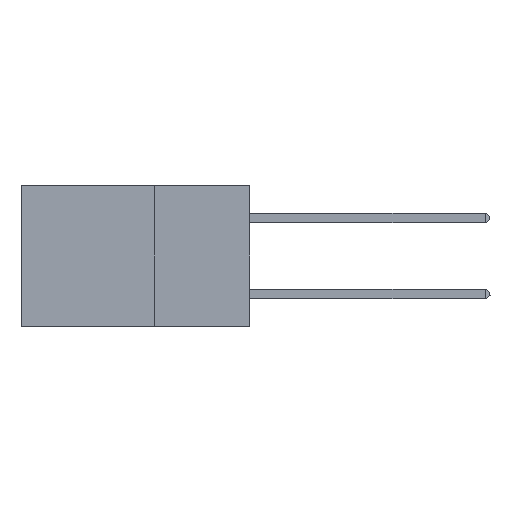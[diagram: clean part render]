
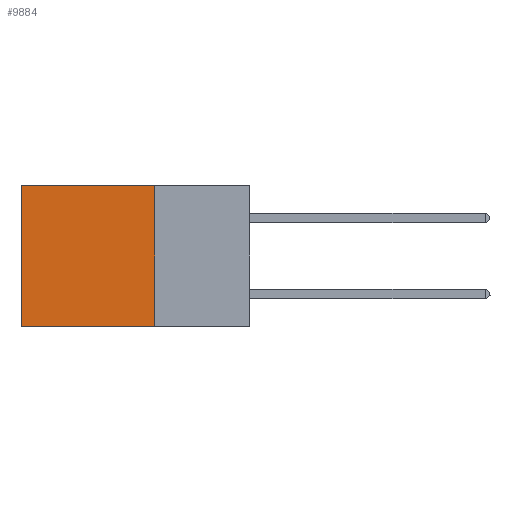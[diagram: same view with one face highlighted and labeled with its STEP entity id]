
A CAD part, left-side view. The second image highlights one B-rep face of the part: STEP entity #9884.
In plain terms, the highlighted planar face has unit normal (-1, 0, 0).
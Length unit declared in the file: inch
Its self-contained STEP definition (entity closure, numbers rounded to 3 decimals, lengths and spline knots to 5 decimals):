
#1640 = VERTEX_POINT ( 'NONE', #11749 ) ;
#2405 = EDGE_LOOP ( 'NONE', ( #41026, #3567, #10967, #28031 ) ) ;
#3567 = ORIENTED_EDGE ( 'NONE', *, *, #32580, .F. ) ;
#3740 = CARTESIAN_POINT ( 'NONE',  ( 0.2875, 0.25, 0. ) ) ;
#3758 = EDGE_CURVE ( 'NONE', #8128, #27612, #6846, .T. ) ;
#6846 = LINE ( 'NONE', #42909, #17563 ) ;
#6875 = EDGE_CURVE ( 'NONE', #8128, #1640, #23653, .T. ) ;
#8128 = VERTEX_POINT ( 'NONE', #40468 ) ;
#8971 = DIRECTION ( 'NONE',  ( 0., 0., -1. ) ) ;
#9884 = ADVANCED_FACE ( 'NONE', ( #10210 ), #20073, .F. ) ;
#10210 = FACE_OUTER_BOUND ( 'NONE', #2405, .T. ) ;
#10967 = ORIENTED_EDGE ( 'NONE', *, *, #3758, .F. ) ;
#11749 = CARTESIAN_POINT ( 'NONE',  ( 0.2875, 0.6, 0. ) ) ;
#14244 = AXIS2_PLACEMENT_3D ( 'NONE', #33389, #23557, #37075 ) ;
#14392 = VECTOR ( 'NONE', #8971, 39.37008 ) ;
#16674 = DIRECTION ( 'NONE',  ( 0., 1., 0. ) ) ;
#17509 = CARTESIAN_POINT ( 'NONE',  ( 0.2875, 0.6, 0. ) ) ;
#17563 = VECTOR ( 'NONE', #26329, 39.37008 ) ;
#18397 = DIRECTION ( 'NONE',  ( 0., 1., 0. ) ) ;
#18836 = CARTESIAN_POINT ( 'NONE',  ( 0.2875, 0.25, -0.37 ) ) ;
#20073 = PLANE ( 'NONE',  #14244 ) ;
#21368 = VERTEX_POINT ( 'NONE', #37910 ) ;
#23557 = DIRECTION ( 'NONE',  ( 1., 0., 0. ) ) ;
#23653 = LINE ( 'NONE', #3740, #37164 ) ;
#25594 = LINE ( 'NONE', #18836, #38820 ) ;
#26329 = DIRECTION ( 'NONE',  ( 0., 0., -1. ) ) ;
#27612 = VERTEX_POINT ( 'NONE', #33541 ) ;
#28031 = ORIENTED_EDGE ( 'NONE', *, *, #6875, .T. ) ;
#32576 = EDGE_CURVE ( 'NONE', #1640, #21368, #34113, .T. ) ;
#32580 = EDGE_CURVE ( 'NONE', #27612, #21368, #25594, .T. ) ;
#33389 = CARTESIAN_POINT ( 'NONE',  ( 0.2875, 0.25, 0. ) ) ;
#33541 = CARTESIAN_POINT ( 'NONE',  ( 0.2875, 0.25, -0.37 ) ) ;
#34113 = LINE ( 'NONE', #17509, #14392 ) ;
#37075 = DIRECTION ( 'NONE',  ( 0., 0., -1. ) ) ;
#37164 = VECTOR ( 'NONE', #16674, 39.37008 ) ;
#37910 = CARTESIAN_POINT ( 'NONE',  ( 0.2875, 0.6, -0.37 ) ) ;
#38820 = VECTOR ( 'NONE', #18397, 39.37008 ) ;
#40468 = CARTESIAN_POINT ( 'NONE',  ( 0.2875, 0.25, 0. ) ) ;
#41026 = ORIENTED_EDGE ( 'NONE', *, *, #32576, .T. ) ;
#42909 = CARTESIAN_POINT ( 'NONE',  ( 0.2875, 0.25, 0. ) ) ;
